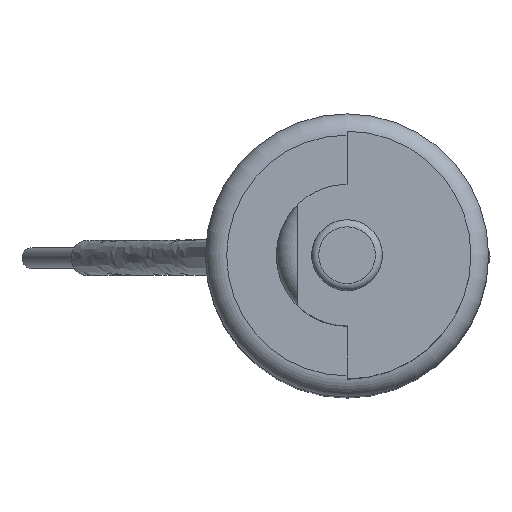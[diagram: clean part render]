
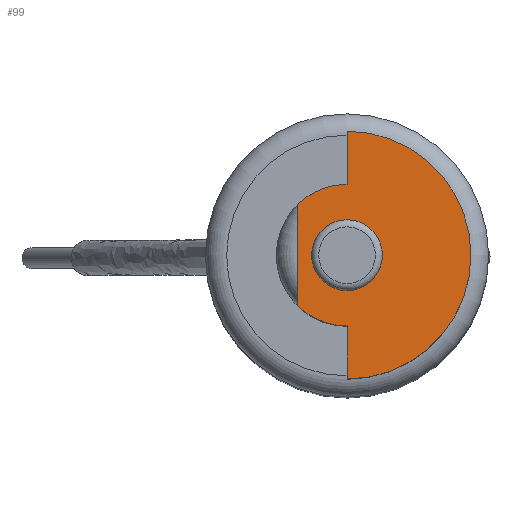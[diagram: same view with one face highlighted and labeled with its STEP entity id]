
A CAD part, top view. The second image highlights one B-rep face of the part: STEP entity #99.
In plain terms, the highlighted planar face has unit normal (0, 0, 1).
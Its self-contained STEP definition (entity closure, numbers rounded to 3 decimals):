
#99 = ADVANCED_FACE( '', ( #210, #211 ), #212, .F. );
#210 = FACE_BOUND( '', #511, .T. );
#211 = FACE_OUTER_BOUND( '', #512, .T. );
#212 = PLANE( '', #513 );
#511 = EDGE_LOOP( '', ( #677 ) );
#512 = EDGE_LOOP( '', ( #678, #679, #680, #681, #682, #683 ) );
#513 = AXIS2_PLACEMENT_3D( '', #684, #685, #686 );
#677 = ORIENTED_EDGE( '', *, *, #760, .T. );
#678 = ORIENTED_EDGE( '', *, *, #740, .F. );
#679 = ORIENTED_EDGE( '', *, *, #706, .F. );
#680 = ORIENTED_EDGE( '', *, *, #711, .F. );
#681 = ORIENTED_EDGE( '', *, *, #758, .F. );
#682 = ORIENTED_EDGE( '', *, *, #719, .F. );
#683 = ORIENTED_EDGE( '', *, *, #754, .F. );
#684 = CARTESIAN_POINT( '', ( 0., 0., 10.9 ) );
#685 = DIRECTION( '', ( 0., 0., -1. ) );
#686 = DIRECTION( '', ( -1., 0., 0. ) );
#706 = EDGE_CURVE( '', #774, #775, #776, .T. );
#711 = EDGE_CURVE( '', #783, #774, #784, .T. );
#719 = EDGE_CURVE( '', #795, #796, #797, .T. );
#740 = EDGE_CURVE( '', #775, #829, #830, .T. );
#754 = EDGE_CURVE( '', #829, #795, #848, .T. );
#758 = EDGE_CURVE( '', #796, #783, #852, .T. );
#760 = EDGE_CURVE( '', #854, #854, #855, .T. );
#774 = VERTEX_POINT( '', #869 );
#775 = VERTEX_POINT( '', #870 );
#776 = CIRCLE( '', #871, 1. );
#783 = VERTEX_POINT( '', #880 );
#784 = LINE( '', #881, #882 );
#795 = VERTEX_POINT( '', #895 );
#796 = VERTEX_POINT( '', #896 );
#797 = LINE( '', #897, #898 );
#829 = VERTEX_POINT( '', #934 );
#830 = LINE( '', #935, #936 );
#848 = CIRCLE( '', #955, 1. );
#852 = CIRCLE( '', #959, 1.75 );
#854 = VERTEX_POINT( '', #961 );
#855 = CIRCLE( '', #962, 0.5 );
#869 = CARTESIAN_POINT( '', ( 0., -1., 10.9 ) );
#870 = CARTESIAN_POINT( '', ( -0.7, -0.714, 10.9 ) );
#871 = AXIS2_PLACEMENT_3D( '', #977, #978, #979 );
#880 = CARTESIAN_POINT( '', ( 0., -1.75, 10.9 ) );
#881 = CARTESIAN_POINT( '', ( 0., -1., 10.9 ) );
#882 = VECTOR( '', #985, 1000. );
#895 = CARTESIAN_POINT( '', ( 0., 1., 10.9 ) );
#896 = CARTESIAN_POINT( '', ( 0., 1.75, 10.9 ) );
#897 = CARTESIAN_POINT( '', ( 0., 1.75, 10.9 ) );
#898 = VECTOR( '', #994, 1000. );
#934 = CARTESIAN_POINT( '', ( -0.7, 0.714, 10.9 ) );
#935 = CARTESIAN_POINT( '', ( -0.7, 0., 10.9 ) );
#936 = VECTOR( '', #1023, 1000. );
#955 = AXIS2_PLACEMENT_3D( '', #1040, #1041, #1042 );
#959 = AXIS2_PLACEMENT_3D( '', #1046, #1047, #1048 );
#961 = CARTESIAN_POINT( '', ( 0.5, 0., 10.9 ) );
#962 = AXIS2_PLACEMENT_3D( '', #1049, #1050, #1051 );
#977 = CARTESIAN_POINT( '', ( 0., 0., 10.9 ) );
#978 = DIRECTION( '', ( 0., 0., -1. ) );
#979 = DIRECTION( '', ( 1., 0., 0. ) );
#985 = DIRECTION( '', ( 0., 1., 0. ) );
#994 = DIRECTION( '', ( 0., 1., 0. ) );
#1023 = DIRECTION( '', ( 0., 1., 0. ) );
#1040 = CARTESIAN_POINT( '', ( 0., 0., 10.9 ) );
#1041 = DIRECTION( '', ( 0., 0., -1. ) );
#1042 = DIRECTION( '', ( 1., 0., 0. ) );
#1046 = CARTESIAN_POINT( '', ( 0., 0., 10.9 ) );
#1047 = DIRECTION( '', ( 0., 0., -1. ) );
#1048 = DIRECTION( '', ( -1., 0., 0. ) );
#1049 = CARTESIAN_POINT( '', ( 0., 0., 10.9 ) );
#1050 = DIRECTION( '', ( 0., 0., -1. ) );
#1051 = DIRECTION( '', ( 1., 0., 0. ) );
